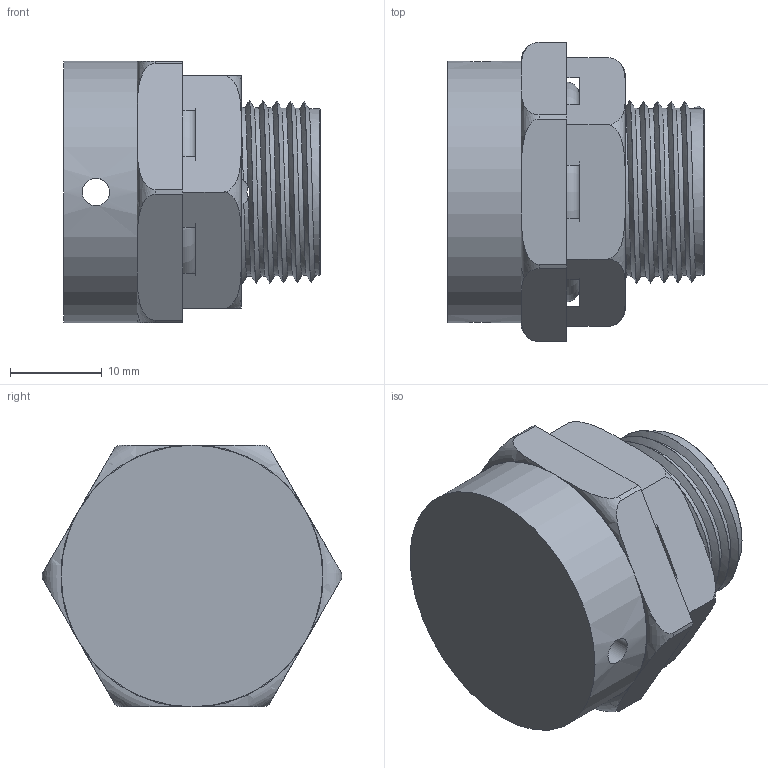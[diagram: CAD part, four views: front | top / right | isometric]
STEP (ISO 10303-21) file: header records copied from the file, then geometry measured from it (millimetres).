
FILE_DESCRIPTION(/* description */ ('EE-Stutzen NPT 1/2"'),/* implementation_level */ '2;1');
FILE_NAME(/* name */ '74000013-RST.stp',/* time_stamp */ '2020-04-15T10:22:21+02:00',/* author */ ('sl'),/* organization */ (''),/* preprocessor_version */ 'ST-DEVELOPER v16.5',/* originating_system */ 'Autodesk Inventor 2017',/* authorisation */ '');
FILE_SCHEMA (('AUTOMOTIVE_DESIGN { 1 0 10303 214 3 1 1 }'));
Length unit declared in the file: millimetre
Products named in the file (5): 74000013; 74000013_1; EE-Stutzen-10-BT-1002A-74000013; 74000013_2; 74000013_3
Assembly tree (4 placements, depth 2):
  74000013
    74000013_1
    EE-Stutzen-10-BT-1002A-74000013
    74000013_2
    74000013_3
Bounding box: 28 x 32.7 x 28.58 mm (x, y, z)
Volume: 11782.9 mm3; surface area: 7798 mm2
Topology: 4 solids, 4 shells, 101 faces, 283 edges, 184 vertices
Faces by surface type: plane 35, cylinder 24, bspline 21, cone 12, torus 9
Full cylindrical faces by diameter (mm): 3 x5, 5 x1, 13.3 x2, 28.58 x1
Entity records: 7282 total; most frequent: CARTESIAN_POINT 4931, ORIENTED_EDGE 496, DIRECTION 383, EDGE_CURVE 248, VERTEX_POINT 169, AXIS2_PLACEMENT_3D 153, EDGE_LOOP 123, B_SPLINE_CURVE_WITH_KNOTS 104
